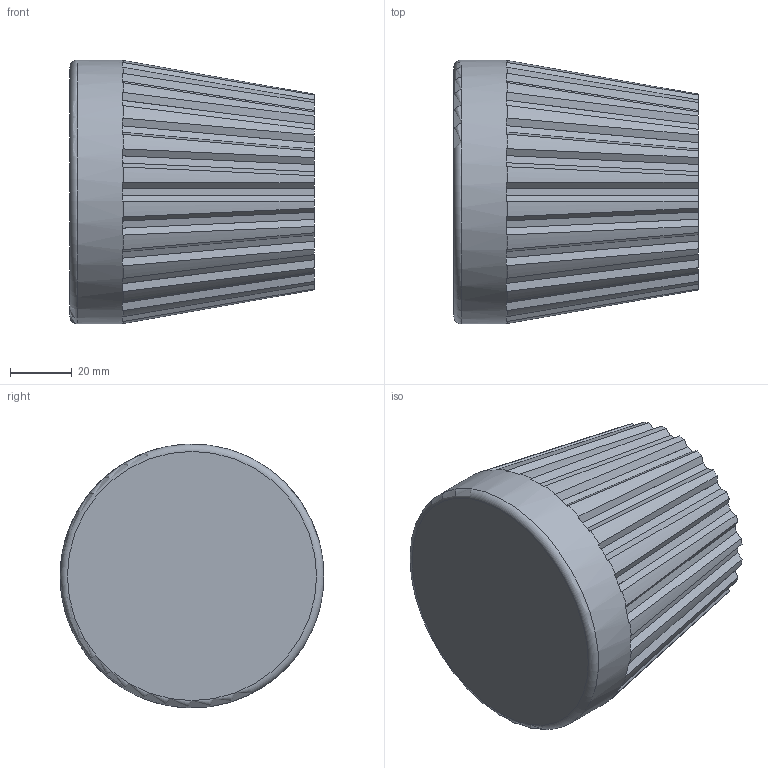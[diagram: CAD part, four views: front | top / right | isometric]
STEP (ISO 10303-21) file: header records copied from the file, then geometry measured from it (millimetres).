
FILE_DESCRIPTION(/* description */ ('3 INCH ALUMINUM CORE CONE'),/* implementation_level */ '2;1');
FILE_NAME(/* name */ '41563-03B 3 INCH CORE CONE CUSTOMER DWG.stp',/* time_stamp */ '2017-06-02T14:12:25-04:00',/* author */ ('mtrusz'),/* organization */ ('CONVERTER ACCESSORY CORPORATION WIND GAP, PA 18091'),/* preprocessor_version */ 'ST-DEVELOPER v16.5',/* originating_system */ 'Autodesk Inventor 2017',/* authorisation */ '');
FILE_SCHEMA (('AUTOMOTIVE_DESIGN { 1 0 10303 214 3 1 1 }'));
Length unit declared in the file: inch
Products named in the file (1): 41563-03B CUSTOMER DWG
Bounding box: 79.38 x 85.72 x 85.72 mm (x, y, z)
Volume: 361802.9 mm3; surface area: 30561.8 mm2
Topology: 1 solids, 1 shells, 172 faces, 509 edges, 339 vertices
Faces by surface type: plane 98, bspline 48, cone 24, torus 1, cylinder 1
Full cylindrical faces by diameter (mm): 85.725 x1
Entity records: 8736 total; most frequent: CARTESIAN_POINT 4425, ORIENTED_EDGE 1012, DIRECTION 734, EDGE_CURVE 506, VERTEX_POINT 338, AXIS2_PLACEMENT_3D 247, LINE 240, VECTOR 240
